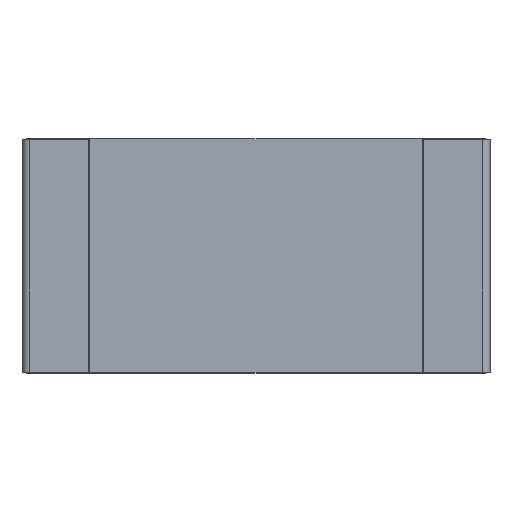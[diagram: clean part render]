
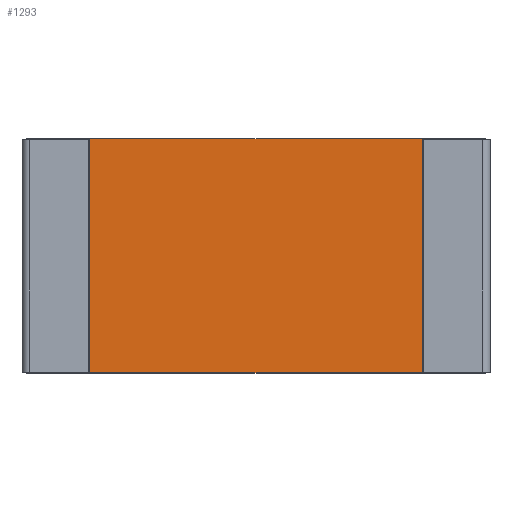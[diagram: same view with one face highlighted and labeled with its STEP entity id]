
A CAD part, top view. The second image highlights one B-rep face of the part: STEP entity #1293.
In plain terms, the highlighted planar face has unit normal (0, 0, 1).
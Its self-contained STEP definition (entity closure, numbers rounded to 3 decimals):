
#323=DIRECTION('',(0.,1.,0.));
#324=VECTOR('',#323,1.55);
#325=CARTESIAN_POINT('',(1.1,-0.775,0.275));
#326=LINE('',#325,#324);
#330=DIRECTION('',(1.,0.,0.));
#331=VECTOR('',#330,2.2);
#332=CARTESIAN_POINT('',(-1.1,-0.775,0.275));
#333=LINE('',#332,#331);
#337=DIRECTION('',(0.,1.,0.));
#338=VECTOR('',#337,1.55);
#339=CARTESIAN_POINT('',(-1.1,-0.775,0.275));
#340=LINE('',#339,#338);
#344=DIRECTION('',(-1.,0.,0.));
#345=VECTOR('',#344,2.2);
#346=CARTESIAN_POINT('',(1.1,0.775,0.275));
#347=LINE('',#346,#345);
#1008=CARTESIAN_POINT('',(1.1,-0.775,0.275));
#1009=CARTESIAN_POINT('',(1.1,0.775,0.275));
#1010=VERTEX_POINT('',#1008);
#1011=VERTEX_POINT('',#1009);
#1012=CARTESIAN_POINT('',(-1.1,-0.775,0.275));
#1013=CARTESIAN_POINT('',(-1.1,0.775,0.275));
#1014=VERTEX_POINT('',#1012);
#1015=VERTEX_POINT('',#1013);
#1280=CARTESIAN_POINT('',(0.,0.,0.275));
#1281=DIRECTION('',(0.,0.,1.));
#1282=DIRECTION('',(1.,0.,0.));
#1283=AXIS2_PLACEMENT_3D('',#1280,#1281,#1282);
#1284=PLANE('',#1283);
#1285=ORIENTED_EDGE('',*,*,#1271,.F.);
#1286=ORIENTED_EDGE('',*,*,#1220,.F.);
#1288=ORIENTED_EDGE('',*,*,#1287,.T.);
#1290=ORIENTED_EDGE('',*,*,#1289,.F.);
#1291=EDGE_LOOP('',(#1285,#1286,#1288,#1290));
#1292=FACE_OUTER_BOUND('',#1291,.F.);
#1220=EDGE_CURVE('',#1014,#1010,#333,.T.);
#1271=EDGE_CURVE('',#1010,#1011,#326,.T.);
#1287=EDGE_CURVE('',#1014,#1015,#340,.T.);
#1289=EDGE_CURVE('',#1011,#1015,#347,.T.);
#1293=ADVANCED_FACE('',(#1292),#1284,.T.);
